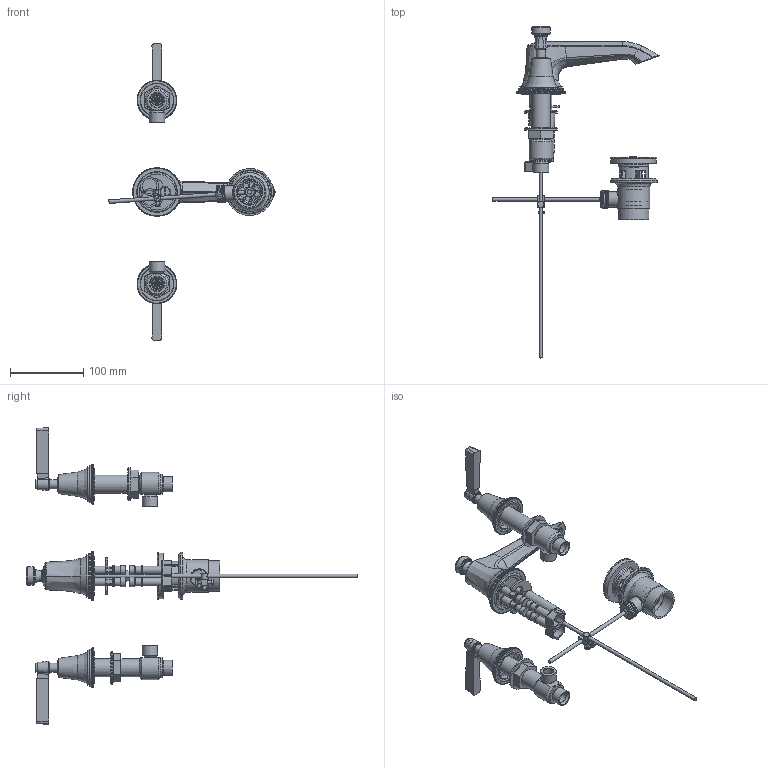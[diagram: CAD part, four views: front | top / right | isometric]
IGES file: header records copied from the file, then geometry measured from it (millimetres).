
Global section: file name: No Iges File Name specified; native system: Autodesk Inventor 2012; preprocessor: AutoDesk Inventor Iges Exporter R2012; author: mblakey; date: 20120917.121128; units: millimetre
Bounding box: 226.39 x 452 x 403.83 mm (x, y, z)
Volume: 504651.6 mm3; surface area: 250252.1 mm2
Topology: 65 solids, 65 shells, 4740 faces, 11737 edges, 7290 vertices
Faces by surface type: plane 2490, cylinder 934, cone 735, revolution 329, bspline 137, torus 101, sphere 14
Full cylindrical faces by diameter (mm): 3.141 x2, 4 x8, 4.76 x1, 5 x2, 6 x1, 6.2 x3, 6.229 x2, 7.5 x2, 8 x7, 8.8 x2, 9 x1, 9.1 x2, 9.525 x3, 9.7 x4, 9.8 x1, 10 x2, 11 x8, 11.25 x4, 11.998 x2, 12.6 x6, 12.7 x6, 13.8 x1, 14 x1, 14.8 x2, 15.1 x1, 15.5 x1, 15.6 x1, 16 x1, 17 x1, 17.2 x1
